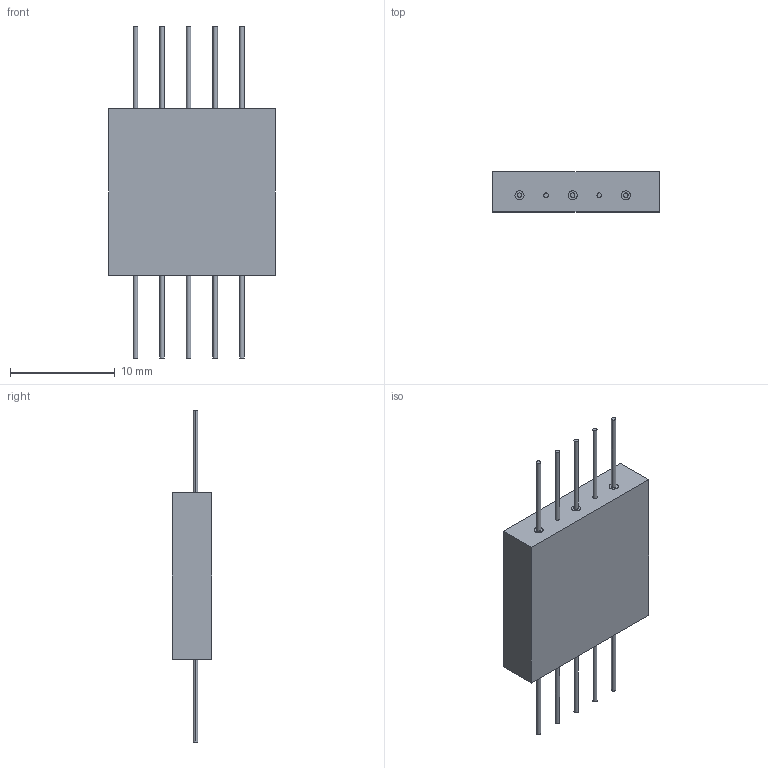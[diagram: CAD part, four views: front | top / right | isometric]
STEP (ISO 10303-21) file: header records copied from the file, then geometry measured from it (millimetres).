
FILE_DESCRIPTION (( 'STEP AP214' ), '1' );
FILE_NAME ('DL 131_C.STEP', '2022-07-25T19:55:22', ( '' ), ( '' ), 'SwSTEP 2.0', 'SolidWorks 2021', '' );
FILE_SCHEMA (( 'AUTOMOTIVE_DESIGN' ));
Length unit declared in the file: inch
Products named in the file (1): DL 131_C
Bounding box: 15.88 x 3.81 x 31.72 mm (x, y, z)
Volume: 971.6 mm3; surface area: 858.7 mm2
Topology: 11 solids, 11 shells, 631 faces, 1743 edges, 1162 vertices
Faces by surface type: cylinder 414, plane 196, bspline 21
Entity records: 21737 total; most frequent: CARTESIAN_POINT 4766, DIRECTION 3751, ORIENTED_EDGE 3486, EDGE_CURVE 1743, AXIS2_PLACEMENT_3D 1439, VERTEX_POINT 1162, VECTOR 873, LINE 873
